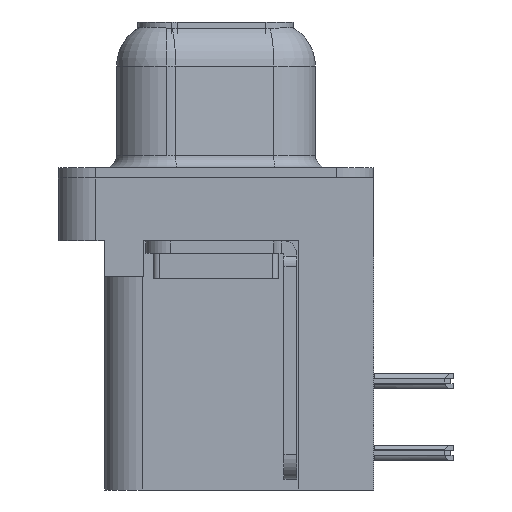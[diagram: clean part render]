
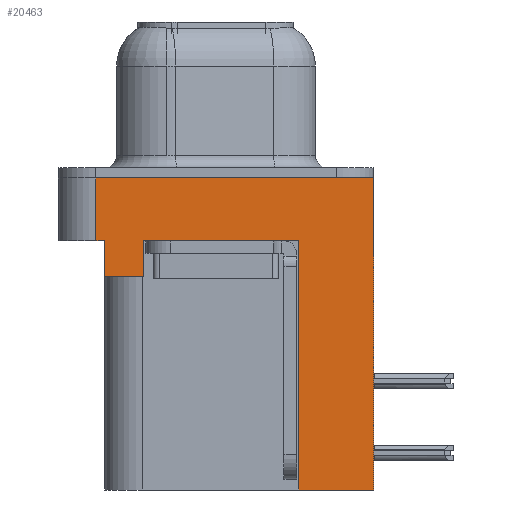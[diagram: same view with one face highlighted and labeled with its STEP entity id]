
A CAD part, left-side view. The second image highlights one B-rep face of the part: STEP entity #20463.
In plain terms, the highlighted planar face has unit normal (-1, 0, 0).
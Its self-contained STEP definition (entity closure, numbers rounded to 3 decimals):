
#1019 = DIRECTION ( 'NONE',  ( 0., 0., 1. ) ) ;
#1351 = VECTOR ( 'NONE', #1019, 1000. ) ;
#1499 = DIRECTION ( 'NONE',  ( 0., 0., 1. ) ) ;
#2075 = EDGE_CURVE ( 'NONE', #22594, #8916, #12896, .T. ) ;
#2455 = VECTOR ( 'NONE', #16057, 1000. ) ;
#3644 = CARTESIAN_POINT ( 'NONE',  ( -2.91, -6.275, -2.5 ) ) ;
#4515 = EDGE_CURVE ( 'NONE', #5884, #12224, #11066, .T. ) ;
#5804 = VECTOR ( 'NONE', #27982, 1000. ) ;
#5884 = VERTEX_POINT ( 'NONE', #15259 ) ;
#5983 = VECTOR ( 'NONE', #29150, 1000. ) ;
#6052 = CARTESIAN_POINT ( 'NONE',  ( -2.91, 4.425, -2.5 ) ) ;
#6088 = DIRECTION ( 'NONE',  ( 0., 0., 1. ) ) ;
#6166 = LINE ( 'NONE', #17926, #5983 ) ;
#6221 = FACE_OUTER_BOUND ( 'NONE', #34903, .T. ) ;
#6583 = DIRECTION ( 'NONE',  ( 0., 0., 1. ) ) ;
#6759 = DIRECTION ( 'NONE',  ( -1., 0., 0. ) ) ;
#7021 = EDGE_CURVE ( 'NONE', #29937, #31501, #15667, .T. ) ;
#7404 = CARTESIAN_POINT ( 'NONE',  ( -2.91, 2.895, -3.9 ) ) ;
#7919 = DIRECTION ( 'NONE',  ( 0., -1., 0. ) ) ;
#8396 = EDGE_CURVE ( 'NONE', #25556, #21798, #6166, .T. ) ;
#8741 = ORIENTED_EDGE ( 'NONE', *, *, #31938, .T. ) ;
#8916 = VERTEX_POINT ( 'NONE', #24125 ) ;
#8998 = EDGE_CURVE ( 'NONE', #21450, #22594, #17659, .T. ) ;
#9105 = CARTESIAN_POINT ( 'NONE',  ( -2.91, 4.775, 0. ) ) ;
#9545 = VECTOR ( 'NONE', #6088, 1000. ) ;
#9892 = CARTESIAN_POINT ( 'NONE',  ( -2.91, 4.425, -3.9 ) ) ;
#10248 = CARTESIAN_POINT ( 'NONE',  ( -2.91, -3.295, -2.5 ) ) ;
#10418 = VECTOR ( 'NONE', #7919, 1000. ) ;
#10494 = AXIS2_PLACEMENT_3D ( 'NONE', #3644, #6759, #6583 ) ;
#10865 = ORIENTED_EDGE ( 'NONE', *, *, #32016, .T. ) ;
#11066 = LINE ( 'NONE', #16765, #5804 ) ;
#11481 = EDGE_CURVE ( 'NONE', #5884, #8916, #17951, .T. ) ;
#12002 = ORIENTED_EDGE ( 'NONE', *, *, #20947, .F. ) ;
#12224 = VERTEX_POINT ( 'NONE', #21884 ) ;
#12896 = LINE ( 'NONE', #21720, #10418 ) ;
#14338 = ORIENTED_EDGE ( 'NONE', *, *, #33347, .F. ) ;
#15259 = CARTESIAN_POINT ( 'NONE',  ( -2.91, -6.275, -12.4 ) ) ;
#15667 = LINE ( 'NONE', #24494, #33338 ) ;
#15812 = CARTESIAN_POINT ( 'NONE',  ( -2.91, 4.775, -2.5 ) ) ;
#16057 = DIRECTION ( 'NONE',  ( 0., -1., 0. ) ) ;
#16695 = CARTESIAN_POINT ( 'NONE',  ( -2.91, 2.895, -2.5 ) ) ;
#16765 = CARTESIAN_POINT ( 'NONE',  ( -2.91, -3.295, -12.4 ) ) ;
#17587 = LINE ( 'NONE', #31231, #34608 ) ;
#17659 = LINE ( 'NONE', #20079, #9545 ) ;
#17713 = VECTOR ( 'NONE', #35763, 1000. ) ;
#17775 = CARTESIAN_POINT ( 'NONE',  ( -2.91, -6.275, -2.5 ) ) ;
#17806 = CARTESIAN_POINT ( 'NONE',  ( -2.91, 2.895, -3.9 ) ) ;
#17926 = CARTESIAN_POINT ( 'NONE',  ( -2.91, -6.275, -2.5 ) ) ;
#17951 = LINE ( 'NONE', #17775, #1351 ) ;
#20079 = CARTESIAN_POINT ( 'NONE',  ( -2.91, 4.775, -2.5 ) ) ;
#20463 = ADVANCED_FACE ( 'NONE', ( #6221 ), #34218, .T. ) ;
#20947 = EDGE_CURVE ( 'NONE', #12224, #21798, #17587, .T. ) ;
#21450 = VERTEX_POINT ( 'NONE', #15812 ) ;
#21720 = CARTESIAN_POINT ( 'NONE',  ( -2.91, -6.275, 0. ) ) ;
#21798 = VERTEX_POINT ( 'NONE', #10248 ) ;
#21884 = CARTESIAN_POINT ( 'NONE',  ( -2.91, -3.295, -12.4 ) ) ;
#22418 = VECTOR ( 'NONE', #1499, 1000. ) ;
#22594 = VERTEX_POINT ( 'NONE', #9105 ) ;
#22735 = ORIENTED_EDGE ( 'NONE', *, *, #7021, .F. ) ;
#23778 = LINE ( 'NONE', #7404, #17713 ) ;
#24125 = CARTESIAN_POINT ( 'NONE',  ( -2.91, -6.275, 0. ) ) ;
#24330 = LINE ( 'NONE', #35578, #2455 ) ;
#24494 = CARTESIAN_POINT ( 'NONE',  ( -2.91, 4.425, -3.9 ) ) ;
#25556 = VERTEX_POINT ( 'NONE', #16695 ) ;
#26705 = LINE ( 'NONE', #29839, #22418 ) ;
#27720 = ORIENTED_EDGE ( 'NONE', *, *, #4515, .F. ) ;
#27982 = DIRECTION ( 'NONE',  ( 0., 1., 0. ) ) ;
#28817 = DIRECTION ( 'NONE',  ( 0., 0., 1. ) ) ;
#29150 = DIRECTION ( 'NONE',  ( 0., -1., 0. ) ) ;
#29839 = CARTESIAN_POINT ( 'NONE',  ( -2.91, 4.425, -3.9 ) ) ;
#29935 = VERTEX_POINT ( 'NONE', #6052 ) ;
#29937 = VERTEX_POINT ( 'NONE', #17806 ) ;
#30194 = ORIENTED_EDGE ( 'NONE', *, *, #8396, .T. ) ;
#30501 = ORIENTED_EDGE ( 'NONE', *, *, #2075, .F. ) ;
#31231 = CARTESIAN_POINT ( 'NONE',  ( -2.91, -3.295, -12.4 ) ) ;
#31501 = VERTEX_POINT ( 'NONE', #9892 ) ;
#31938 = EDGE_CURVE ( 'NONE', #29937, #25556, #23778, .T. ) ;
#32016 = EDGE_CURVE ( 'NONE', #21450, #29935, #24330, .T. ) ;
#33338 = VECTOR ( 'NONE', #35745, 1000. ) ;
#33347 = EDGE_CURVE ( 'NONE', #31501, #29935, #26705, .T. ) ;
#34218 = PLANE ( 'NONE',  #10494 ) ;
#34608 = VECTOR ( 'NONE', #28817, 1000. ) ;
#34903 = EDGE_LOOP ( 'NONE', ( #30501, #36015, #10865, #14338, #22735, #8741, #30194, #12002, #27720, #35832 ) ) ;
#35578 = CARTESIAN_POINT ( 'NONE',  ( -2.91, -6.275, -2.5 ) ) ;
#35745 = DIRECTION ( 'NONE',  ( 0., 1., 0. ) ) ;
#35763 = DIRECTION ( 'NONE',  ( 0., 0., 1. ) ) ;
#35832 = ORIENTED_EDGE ( 'NONE', *, *, #11481, .T. ) ;
#36015 = ORIENTED_EDGE ( 'NONE', *, *, #8998, .F. ) ;
